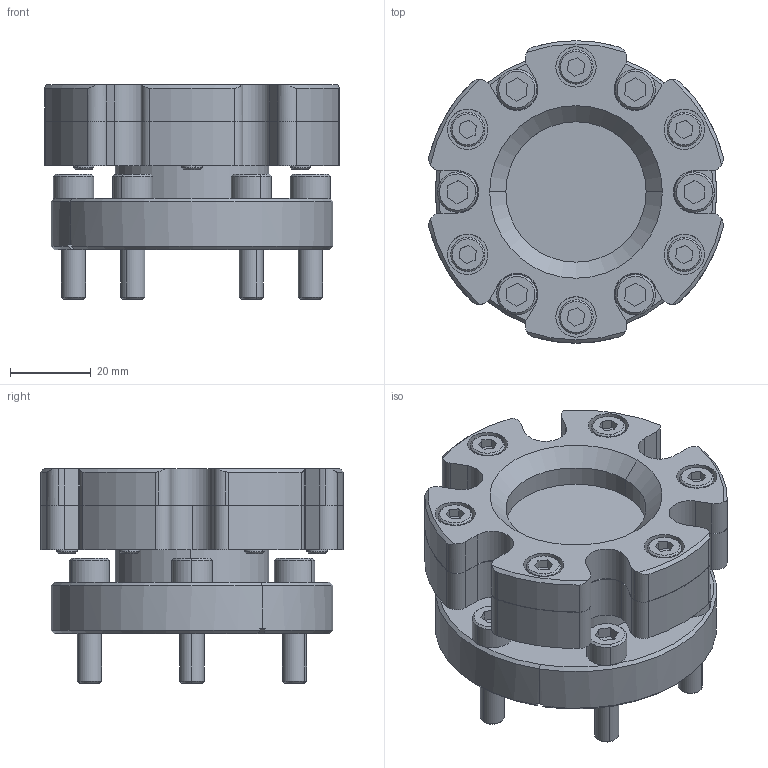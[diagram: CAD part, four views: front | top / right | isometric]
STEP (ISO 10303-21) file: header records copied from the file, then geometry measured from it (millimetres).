
FILE_DESCRIPTION (( 'STEP AP214' ), '1' );
FILE_NAME ('88202470-VWIN34PIxx-CF40.STEP', '2018-01-03T22:38:29', ( '' ), ( '' ), 'SwSTEP 2.0', 'SolidWorks 2017', '' );
FILE_SCHEMA (( 'AUTOMOTIVE_DESIGN' ));
Length unit declared in the file: millimetre
Products named in the file (1): 88202470-VWIN34PIxx-CF40
Bounding box: 73 x 75 x 53.13 mm (x, y, z)
Surface area: 45989.7 mm2 (no closed solid volume)
Topology: 0 solids, 27 shells, 368 faces, 1062 edges, 726 vertices
Faces by surface type: cylinder 168, plane 138, cone 62
Entity records: 16417 total; most frequent: CARTESIAN_POINT 2279, DIRECTION 2274, ORIENTED_EDGE 1884, EDGE_CURVE 1062, AXIS2_PLACEMENT_3D 861, VERTEX_POINT 726, LINE 552, VECTOR 552
